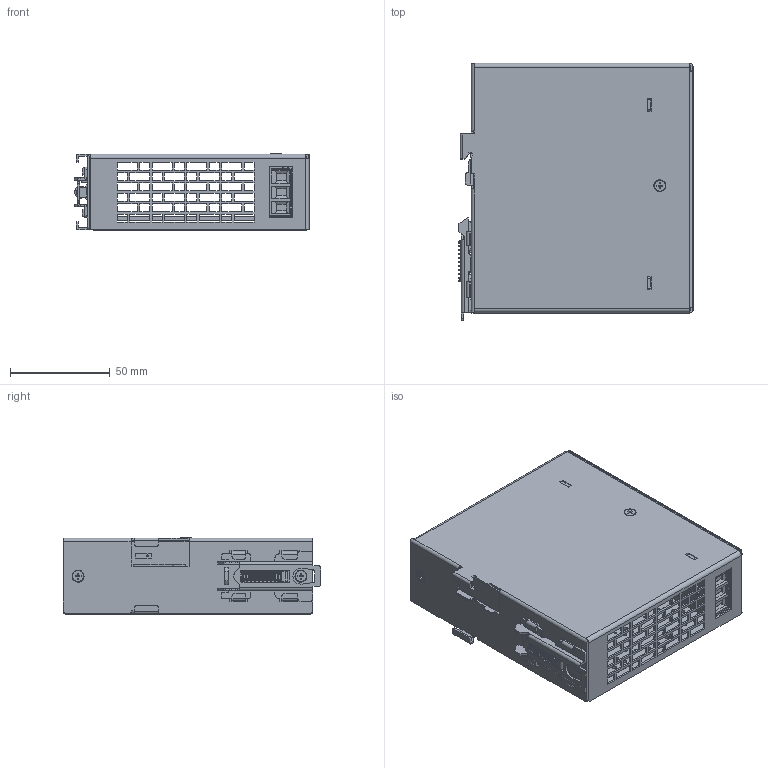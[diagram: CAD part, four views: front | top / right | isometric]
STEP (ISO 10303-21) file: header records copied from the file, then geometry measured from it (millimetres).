
FILE_DESCRIPTION((''),'2;1');
FILE_NAME('IPD24120-NLD2-ZB_ASM','2024-10-11T14:11:57',('M00031771'),(''),'CREO PARAMETRIC BY PTC INC, 2017110','CREO PARAMETRIC BY PTC INC, 2017110','');
FILE_SCHEMA(('CONFIG_CONTROL_DESIGN','GEOMETRIC_VALIDATION_PROPERTIES_MIM'));
Products named in the file (25): R29242388-LJZ; BSO-3_5M3-5-ZC; S-M3-ZC; R29242388-LJ_A02_ASM; R29242390-LJZ; R29242390-LJ_A03_ASM; GB819_1-M3X6; R29242933-LJZ; R29242933-LJ_A01_ASM; R29120350; M11010247-ZP_ASM; OPEN_CAIPD24120-NLD2-M1; IPD24120-NLD2-M1_ASM; OPEN_CASIPD24120-NLD2-M2; IPD24120-NLD2-M2_ASM; PCB-120-0421_ASM; LED; R30030018; TL506V-A162-03P_G12C_; TL901V-A172-04P-_G12C_; THT-2-9-10X6X9; CN6_ASM; SLIM-PCB_ASM; SLIM-120W-MM-A02; IPD24120-NLD2-ZB_ASM
Assembly tree (27 placements, depth 5):
  IPD24120-NLD2-ZB_ASM
    M11010247-ZP_ASM
      R29242388-LJ_A02_ASM
        R29242388-LJZ
        BSO-3_5M3-5-ZC
        S-M3-ZC  x2
      R29242390-LJ_A03_ASM
        R29242390-LJZ
      GB819_1-M3X6  x3
      R29242933-LJ_A01_ASM
        R29242933-LJZ
      R29120350
    SLIM-PCB_ASM
      PCB-120-0421_ASM
        IPD24120-NLD2-M1_ASM
          OPEN_CAIPD24120-NLD2-M1
        IPD24120-NLD2-M2_ASM
          OPEN_CASIPD24120-NLD2-M2
      LED
      R30030018
      TL506V-A162-03P_G12C_
      TL901V-A172-04P-_G12C_
      CN6_ASM
        THT-2-9-10X6X9
    SLIM-120W-MM-A02
Bounding box: 117.93 x 129 x 38.15 mm (x, y, z)
Volume: 89030.6 mm3; surface area: 144532.5 mm2
Topology: 18 solids, 18 shells, 2703 faces, 7470 edges, 4839 vertices
Faces by surface type: plane 1679, cylinder 931, cone 52, torus 28, bspline 8, sphere 5
Entity records: 109833 total; most frequent: CARTESIAN_POINT 19705, ORIENTED_EDGE 14234, DIRECTION 14219, EDGE_CURVE 7117, PRESENTATION_STYLE_ASSIGNMENT 5596, STYLED_ITEM 5594, VECTOR 5079, LINE 5079
